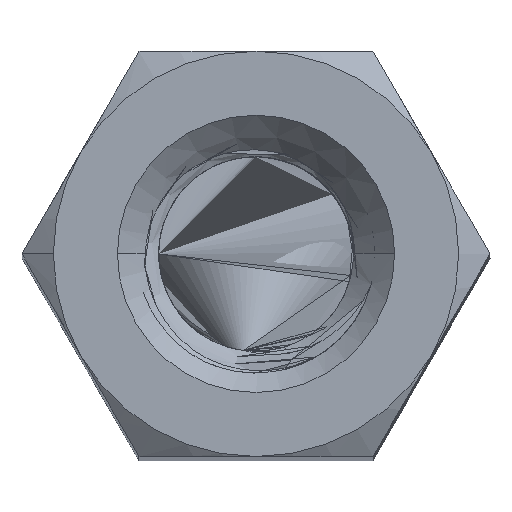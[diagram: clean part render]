
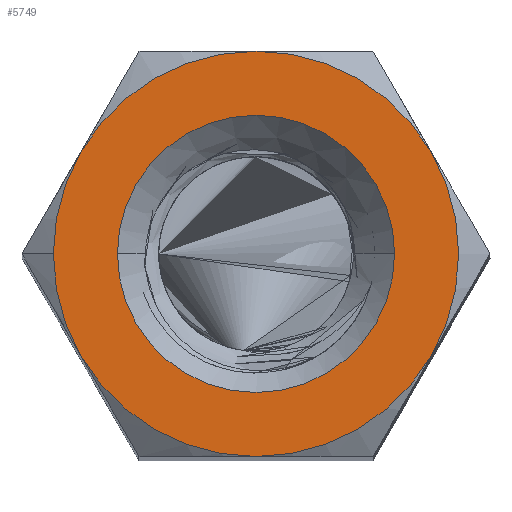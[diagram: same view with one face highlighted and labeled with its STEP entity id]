
A CAD part, top view. The second image highlights one B-rep face of the part: STEP entity #5749.
In plain terms, the highlighted planar face has unit normal (0, 0, 1).
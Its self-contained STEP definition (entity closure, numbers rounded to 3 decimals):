
#8 = ORIENTED_EDGE ( 'NONE', *, *, #7809, .T. ) ;
#11 = EDGE_LOOP ( 'NONE', ( #1966, #2381, #5926, #10179, #4695, #7408, #8 ) ) ;
#21 = EDGE_CURVE ( 'NONE', #1376, #7055, #6072, .T. ) ;
#269 = VERTEX_POINT ( 'NONE', #3307 ) ;
#347 = EDGE_CURVE ( 'NONE', #3231, #1619, #5572, .T. ) ;
#737 = AXIS2_PLACEMENT_3D ( 'NONE', #3166, #8749, #7329 ) ;
#808 = EDGE_CURVE ( 'NONE', #7055, #269, #3585, .T. ) ;
#821 = AXIS2_PLACEMENT_3D ( 'NONE', #6111, #1375, #6882 ) ;
#889 = ORIENTED_EDGE ( 'NONE', *, *, #5514, .T. ) ;
#956 = DIRECTION ( 'NONE',  ( 0., 0., -1. ) ) ;
#1008 = DIRECTION ( 'NONE',  ( 0., 0., 1. ) ) ;
#1209 = DIRECTION ( 'NONE',  ( 0., 0., 1. ) ) ;
#1375 = DIRECTION ( 'NONE',  ( 0., 0., -1. ) ) ;
#1376 = VERTEX_POINT ( 'NONE', #1849 ) ;
#1469 = DIRECTION ( 'NONE',  ( 0., 0., 1. ) ) ;
#1545 = AXIS2_PLACEMENT_3D ( 'NONE', #5684, #956, #6479 ) ;
#1583 = EDGE_LOOP ( 'NONE', ( #2868, #889 ) ) ;
#1619 = VERTEX_POINT ( 'NONE', #9931 ) ;
#1849 = CARTESIAN_POINT ( 'NONE',  ( 2.165, 1.25, 30. ) ) ;
#1966 = ORIENTED_EDGE ( 'NONE', *, *, #9645, .T. ) ;
#2248 = CARTESIAN_POINT ( 'NONE',  ( -1.71, 0., 30. ) ) ;
#2381 = ORIENTED_EDGE ( 'NONE', *, *, #347, .T. ) ;
#2428 = AXIS2_PLACEMENT_3D ( 'NONE', #8707, #3990, #9524 ) ;
#2868 = ORIENTED_EDGE ( 'NONE', *, *, #9027, .T. ) ;
#2946 = AXIS2_PLACEMENT_3D ( 'NONE', #4138, #9670, #4923 ) ;
#3146 = DIRECTION ( 'NONE',  ( -1., 0., 0. ) ) ;
#3166 = CARTESIAN_POINT ( 'NONE',  ( 0., 0., 30. ) ) ;
#3169 = CARTESIAN_POINT ( 'NONE',  ( 0., 2.5, 30. ) ) ;
#3231 = VERTEX_POINT ( 'NONE', #9469 ) ;
#3307 = CARTESIAN_POINT ( 'NONE',  ( -2.165, 1.25, 30. ) ) ;
#3501 = AXIS2_PLACEMENT_3D ( 'NONE', #8385, #3662, #9196 ) ;
#3585 = CIRCLE ( 'NONE', #6211, 2.5 ) ;
#3619 = CIRCLE ( 'NONE', #5448, 2.5 ) ;
#3662 = DIRECTION ( 'NONE',  ( 0., 0., -1. ) ) ;
#3990 = DIRECTION ( 'NONE',  ( 0., 0., 1. ) ) ;
#4138 = CARTESIAN_POINT ( 'NONE',  ( 0., 0., 30. ) ) ;
#4378 = FACE_BOUND ( 'NONE', #1583, .T. ) ;
#4409 = CIRCLE ( 'NONE', #1545, 1.71 ) ;
#4622 = FACE_OUTER_BOUND ( 'NONE', #11, .T. ) ;
#4695 = ORIENTED_EDGE ( 'NONE', *, *, #808, .T. ) ;
#4739 = AXIS2_PLACEMENT_3D ( 'NONE', #5739, #1008, #6530 ) ;
#4923 = DIRECTION ( 'NONE',  ( -1., 0., 0. ) ) ;
#4995 = AXIS2_PLACEMENT_3D ( 'NONE', #6478, #1209, #3146 ) ;
#5186 = EDGE_CURVE ( 'NONE', #1376, #1619, #6250, .T. ) ;
#5448 = AXIS2_PLACEMENT_3D ( 'NONE', #6207, #1469, #6977 ) ;
#5514 = EDGE_CURVE ( 'NONE', #9141, #7885, #4409, .T. ) ;
#5572 = CIRCLE ( 'NONE', #4995, 2.5 ) ;
#5602 = CARTESIAN_POINT ( 'NONE',  ( 1.71, 0., 30. ) ) ;
#5684 = CARTESIAN_POINT ( 'NONE',  ( 0., 0., 30. ) ) ;
#5739 = CARTESIAN_POINT ( 'NONE',  ( 0., 0., 30. ) ) ;
#5749 = ADVANCED_FACE ( 'NONE', ( #4378, #4622 ), #7282, .T. ) ;
#5926 = ORIENTED_EDGE ( 'NONE', *, *, #5186, .F. ) ;
#6072 = CIRCLE ( 'NONE', #737, 2.5 ) ;
#6111 = CARTESIAN_POINT ( 'NONE',  ( 0., 0., 30. ) ) ;
#6207 = CARTESIAN_POINT ( 'NONE',  ( 0., 0., 30. ) ) ;
#6211 = AXIS2_PLACEMENT_3D ( 'NONE', #7724, #7287, #7252 ) ;
#6250 = CIRCLE ( 'NONE', #3501, 2.5 ) ;
#6478 = CARTESIAN_POINT ( 'NONE',  ( 0., 0., 30. ) ) ;
#6479 = DIRECTION ( 'NONE',  ( 1., 0., 0. ) ) ;
#6530 = DIRECTION ( 'NONE',  ( 1., 0., 0. ) ) ;
#6561 = CARTESIAN_POINT ( 'NONE',  ( -2.165, -1.25, 30. ) ) ;
#6882 = DIRECTION ( 'NONE',  ( 1., 0., 0. ) ) ;
#6977 = DIRECTION ( 'NONE',  ( -1., 0., 0. ) ) ;
#7055 = VERTEX_POINT ( 'NONE', #3169 ) ;
#7252 = DIRECTION ( 'NONE',  ( -1., 0., 0. ) ) ;
#7282 = PLANE ( 'NONE',  #4739 ) ;
#7287 = DIRECTION ( 'NONE',  ( 0., 0., 1. ) ) ;
#7329 = DIRECTION ( 'NONE',  ( -1., 0., 0. ) ) ;
#7408 = ORIENTED_EDGE ( 'NONE', *, *, #9432, .T. ) ;
#7519 = VERTEX_POINT ( 'NONE', #9877 ) ;
#7724 = CARTESIAN_POINT ( 'NONE',  ( 0., 0., 30. ) ) ;
#7809 = EDGE_CURVE ( 'NONE', #7519, #9924, #3619, .T. ) ;
#7885 = VERTEX_POINT ( 'NONE', #5602 ) ;
#8385 = CARTESIAN_POINT ( 'NONE',  ( 0., 0., 30. ) ) ;
#8651 = CIRCLE ( 'NONE', #2428, 2.5 ) ;
#8707 = CARTESIAN_POINT ( 'NONE',  ( 0., 0., 30. ) ) ;
#8749 = DIRECTION ( 'NONE',  ( 0., 0., 1. ) ) ;
#8768 = CIRCLE ( 'NONE', #821, 1.71 ) ;
#9023 = CIRCLE ( 'NONE', #2946, 2.5 ) ;
#9027 = EDGE_CURVE ( 'NONE', #7885, #9141, #8768, .T. ) ;
#9141 = VERTEX_POINT ( 'NONE', #2248 ) ;
#9196 = DIRECTION ( 'NONE',  ( -1., 0., 0. ) ) ;
#9432 = EDGE_CURVE ( 'NONE', #269, #7519, #8651, .T. ) ;
#9469 = CARTESIAN_POINT ( 'NONE',  ( 0., -2.5, 30. ) ) ;
#9524 = DIRECTION ( 'NONE',  ( -1., 0., 0. ) ) ;
#9645 = EDGE_CURVE ( 'NONE', #9924, #3231, #9023, .T. ) ;
#9670 = DIRECTION ( 'NONE',  ( 0., 0., 1. ) ) ;
#9877 = CARTESIAN_POINT ( 'NONE',  ( -2.5, 0., 30. ) ) ;
#9924 = VERTEX_POINT ( 'NONE', #6561 ) ;
#9931 = CARTESIAN_POINT ( 'NONE',  ( 2.165, -1.25, 30. ) ) ;
#10179 = ORIENTED_EDGE ( 'NONE', *, *, #21, .T. ) ;
